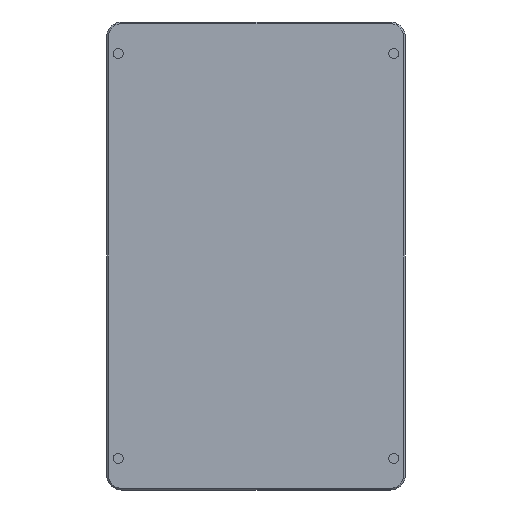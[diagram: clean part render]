
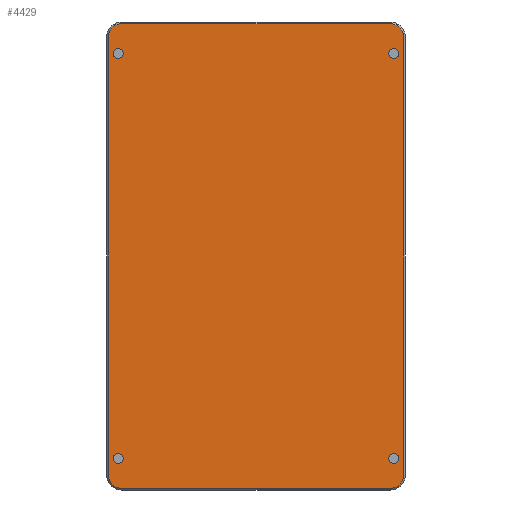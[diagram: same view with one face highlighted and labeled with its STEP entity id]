
A CAD part, front view. The second image highlights one B-rep face of the part: STEP entity #4429.
In plain terms, the highlighted planar face has unit normal (0, -1, 0).
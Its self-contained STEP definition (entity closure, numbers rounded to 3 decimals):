
#13 = CARTESIAN_POINT ( 'NONE',  ( 42.532, -74.449, -108.7 ) ) ;
#60 = CIRCLE ( 'NONE', #1676, 3. ) ;
#190 = ORIENTED_EDGE ( 'NONE', *, *, #4383, .F. ) ;
#251 = ORIENTED_EDGE ( 'NONE', *, *, #4205, .T. ) ;
#321 = ORIENTED_EDGE ( 'NONE', *, *, #1597, .T. ) ;
#336 = ORIENTED_EDGE ( 'NONE', *, *, #7301, .F. ) ;
#355 = DIRECTION ( 'NONE',  ( 1., 0., 0. ) ) ;
#392 = DIRECTION ( 'NONE',  ( 0., -1., 0. ) ) ;
#409 = CARTESIAN_POINT ( 'NONE',  ( 36.532, -74.449, -108.7 ) ) ;
#420 = CARTESIAN_POINT ( 'NONE',  ( 45.532, -74.449, 13.3 ) ) ;
#456 = DIRECTION ( 'NONE',  ( 0., 1., 0. ) ) ;
#594 = CARTESIAN_POINT ( 'NONE',  ( -123.468, -74.449, 135.3 ) ) ;
#645 = ORIENTED_EDGE ( 'NONE', *, *, #5994, .T. ) ;
#710 = CIRCLE ( 'NONE', #5834, 3. ) ;
#783 = CARTESIAN_POINT ( 'NONE',  ( -129.468, -74.449, -108.7 ) ) ;
#1015 = EDGE_CURVE ( 'NONE', #4056, #3233, #60, .T. ) ;
#1016 = DIRECTION ( 'NONE',  ( 0., 0., 1. ) ) ;
#1189 = DIRECTION ( 'NONE',  ( 1., 0., 0. ) ) ;
#1225 = DIRECTION ( 'NONE',  ( 0., -1., 0. ) ) ;
#1302 = VECTOR ( 'NONE', #3432, 1000. ) ;
#1309 = LINE ( 'NONE', #6158, #8417 ) ;
#1359 = DIRECTION ( 'NONE',  ( 0., 0., -1. ) ) ;
#1423 = CIRCLE ( 'NONE', #5071, 3. ) ;
#1469 = DIRECTION ( 'NONE',  ( 1., 0., 0. ) ) ;
#1484 = EDGE_CURVE ( 'NONE', #3865, #4364, #8713, .T. ) ;
#1551 = DIRECTION ( 'NONE',  ( 0., -1., 0. ) ) ;
#1554 = CARTESIAN_POINT ( 'NONE',  ( 39.532, -74.449, 135.3 ) ) ;
#1561 = CIRCLE ( 'NONE', #6686, 3. ) ;
#1597 = EDGE_CURVE ( 'NONE', #8613, #6403, #1309, .T. ) ;
#1676 = AXIS2_PLACEMENT_3D ( 'NONE', #6719, #1225, #1804 ) ;
#1701 = VERTEX_POINT ( 'NONE', #3574 ) ;
#1804 = DIRECTION ( 'NONE',  ( 1., 0., 0. ) ) ;
#1828 = DIRECTION ( 'NONE',  ( 0., -1., 0. ) ) ;
#1833 = FACE_BOUND ( 'NONE', #6399, .T. ) ;
#1904 = AXIS2_PLACEMENT_3D ( 'NONE', #8813, #8126, #5335 ) ;
#1914 = DIRECTION ( 'NONE',  ( 0., -1., 0. ) ) ;
#2021 = CIRCLE ( 'NONE', #7429, 8. ) ;
#2171 = CIRCLE ( 'NONE', #7281, 3. ) ;
#2423 = EDGE_LOOP ( 'NONE', ( #6904, #190 ) ) ;
#2434 = FACE_BOUND ( 'NONE', #7305, .T. ) ;
#2576 = CARTESIAN_POINT ( 'NONE',  ( -126.468, -74.449, -108.7 ) ) ;
#2723 = VECTOR ( 'NONE', #8667, 1000. ) ;
#2742 = VECTOR ( 'NONE', #7778, 1000. ) ;
#2765 = CIRCLE ( 'NONE', #5403, 8. ) ;
#2779 = EDGE_LOOP ( 'NONE', ( #321, #251, #3788, #8312, #8345, #3582, #645, #5358 ) ) ;
#2956 = CARTESIAN_POINT ( 'NONE',  ( 42.532, -74.449, 135.3 ) ) ;
#3125 = EDGE_LOOP ( 'NONE', ( #6924, #7075 ) ) ;
#3216 = AXIS2_PLACEMENT_3D ( 'NONE', #4707, #392, #1189 ) ;
#3233 = VERTEX_POINT ( 'NONE', #783 ) ;
#3274 = EDGE_CURVE ( 'NONE', #8421, #7841, #1561, .T. ) ;
#3275 = ORIENTED_EDGE ( 'NONE', *, *, #3531, .F. ) ;
#3281 = CARTESIAN_POINT ( 'NONE',  ( 37.532, -74.449, -118.7 ) ) ;
#3432 = DIRECTION ( 'NONE',  ( 0., 0., -1. ) ) ;
#3504 = VERTEX_POINT ( 'NONE', #594 ) ;
#3531 = EDGE_CURVE ( 'NONE', #6589, #1701, #5080, .T. ) ;
#3574 = CARTESIAN_POINT ( 'NONE',  ( 36.532, -74.449, 135.3 ) ) ;
#3582 = ORIENTED_EDGE ( 'NONE', *, *, #8625, .T. ) ;
#3734 = CARTESIAN_POINT ( 'NONE',  ( -123.468, -74.449, -108.7 ) ) ;
#3788 = ORIENTED_EDGE ( 'NONE', *, *, #1484, .T. ) ;
#3846 = VERTEX_POINT ( 'NONE', #9053 ) ;
#3848 = CARTESIAN_POINT ( 'NONE',  ( 39.532, -74.449, -108.7 ) ) ;
#3865 = VERTEX_POINT ( 'NONE', #6406 ) ;
#3942 = CARTESIAN_POINT ( 'NONE',  ( -132.468, -74.449, 13.3 ) ) ;
#3945 = CIRCLE ( 'NONE', #1904, 8. ) ;
#3948 = CARTESIAN_POINT ( 'NONE',  ( -132.468, -74.449, -126.7 ) ) ;
#4056 = VERTEX_POINT ( 'NONE', #3734 ) ;
#4205 = EDGE_CURVE ( 'NONE', #6403, #3865, #2021, .T. ) ;
#4295 = EDGE_CURVE ( 'NONE', #5546, #4316, #6947, .T. ) ;
#4316 = VERTEX_POINT ( 'NONE', #8524 ) ;
#4364 = VERTEX_POINT ( 'NONE', #6604 ) ;
#4383 = EDGE_CURVE ( 'NONE', #3233, #4056, #5372, .T. ) ;
#4429 = ADVANCED_FACE ( 'NONE', ( #1833, #2434, #6748, #5223, #8106 ), #5964, .F. ) ;
#4437 = EDGE_CURVE ( 'NONE', #1701, #6589, #1423, .T. ) ;
#4575 = DIRECTION ( 'NONE',  ( 0., -1., 0. ) ) ;
#4640 = AXIS2_PLACEMENT_3D ( 'NONE', #1554, #7810, #1469 ) ;
#4707 = CARTESIAN_POINT ( 'NONE',  ( -126.468, -74.449, 135.3 ) ) ;
#4788 = DIRECTION ( 'NONE',  ( 0., -1., 0. ) ) ;
#4917 = CARTESIAN_POINT ( 'NONE',  ( 37.532, -74.449, 145.3 ) ) ;
#4952 = VERTEX_POINT ( 'NONE', #8236 ) ;
#4966 = CARTESIAN_POINT ( 'NONE',  ( 37.532, -74.449, -126.7 ) ) ;
#4996 = CARTESIAN_POINT ( 'NONE',  ( -43.468, -74.449, 153.3 ) ) ;
#5071 = AXIS2_PLACEMENT_3D ( 'NONE', #8701, #5872, #8841 ) ;
#5080 = CIRCLE ( 'NONE', #4640, 3. ) ;
#5223 = FACE_BOUND ( 'NONE', #3125, .T. ) ;
#5335 = DIRECTION ( 'NONE',  ( 0., 0., -1. ) ) ;
#5358 = ORIENTED_EDGE ( 'NONE', *, *, #7259, .T. ) ;
#5367 = DIRECTION ( 'NONE',  ( 0., -1., 0. ) ) ;
#5372 = CIRCLE ( 'NONE', #8581, 3. ) ;
#5403 = AXIS2_PLACEMENT_3D ( 'NONE', #4917, #4788, #7707 ) ;
#5546 = VERTEX_POINT ( 'NONE', #8364 ) ;
#5729 = VERTEX_POINT ( 'NONE', #6762 ) ;
#5834 = AXIS2_PLACEMENT_3D ( 'NONE', #6836, #1828, #8288 ) ;
#5872 = DIRECTION ( 'NONE',  ( 0., -1., 0. ) ) ;
#5917 = EDGE_CURVE ( 'NONE', #7841, #8421, #710, .T. ) ;
#5964 = PLANE ( 'NONE',  #7560 ) ;
#5994 = EDGE_CURVE ( 'NONE', #4952, #5729, #8888, .T. ) ;
#6038 = EDGE_CURVE ( 'NONE', #3846, #3504, #2171, .T. ) ;
#6158 = CARTESIAN_POINT ( 'NONE',  ( -43.468, -74.449, -126.7 ) ) ;
#6228 = CIRCLE ( 'NONE', #6514, 8. ) ;
#6291 = DIRECTION ( 'NONE',  ( 1., 0., 0. ) ) ;
#6309 = EDGE_CURVE ( 'NONE', #4364, #5546, #2765, .T. ) ;
#6325 = CARTESIAN_POINT ( 'NONE',  ( -126.468, -74.449, 135.3 ) ) ;
#6399 = EDGE_LOOP ( 'NONE', ( #336, #7063 ) ) ;
#6403 = VERTEX_POINT ( 'NONE', #4966 ) ;
#6406 = CARTESIAN_POINT ( 'NONE',  ( 45.532, -74.449, -118.7 ) ) ;
#6458 = DIRECTION ( 'NONE',  ( 1., 0., 0. ) ) ;
#6514 = AXIS2_PLACEMENT_3D ( 'NONE', #7627, #1914, #1359 ) ;
#6589 = VERTEX_POINT ( 'NONE', #2956 ) ;
#6604 = CARTESIAN_POINT ( 'NONE',  ( 45.532, -74.449, 145.3 ) ) ;
#6686 = AXIS2_PLACEMENT_3D ( 'NONE', #3848, #4575, #355 ) ;
#6719 = CARTESIAN_POINT ( 'NONE',  ( -126.468, -74.449, -108.7 ) ) ;
#6748 = FACE_BOUND ( 'NONE', #2423, .T. ) ;
#6762 = CARTESIAN_POINT ( 'NONE',  ( -132.468, -74.449, -118.7 ) ) ;
#6771 = CARTESIAN_POINT ( 'NONE',  ( -124.468, -74.449, -126.7 ) ) ;
#6836 = CARTESIAN_POINT ( 'NONE',  ( 39.532, -74.449, -108.7 ) ) ;
#6904 = ORIENTED_EDGE ( 'NONE', *, *, #1015, .F. ) ;
#6924 = ORIENTED_EDGE ( 'NONE', *, *, #5917, .F. ) ;
#6947 = LINE ( 'NONE', #4996, #2742 ) ;
#7026 = CIRCLE ( 'NONE', #3216, 3. ) ;
#7063 = ORIENTED_EDGE ( 'NONE', *, *, #6038, .F. ) ;
#7075 = ORIENTED_EDGE ( 'NONE', *, *, #3274, .F. ) ;
#7259 = EDGE_CURVE ( 'NONE', #5729, #8613, #3945, .T. ) ;
#7281 = AXIS2_PLACEMENT_3D ( 'NONE', #6325, #1551, #6458 ) ;
#7301 = EDGE_CURVE ( 'NONE', #3504, #3846, #7026, .T. ) ;
#7305 = EDGE_LOOP ( 'NONE', ( #3275, #8963 ) ) ;
#7429 = AXIS2_PLACEMENT_3D ( 'NONE', #3281, #8267, #8777 ) ;
#7560 = AXIS2_PLACEMENT_3D ( 'NONE', #3948, #456, #1016 ) ;
#7627 = CARTESIAN_POINT ( 'NONE',  ( -124.468, -74.449, 145.3 ) ) ;
#7707 = DIRECTION ( 'NONE',  ( 0., 0., -1. ) ) ;
#7778 = DIRECTION ( 'NONE',  ( -1., 0., 0. ) ) ;
#7810 = DIRECTION ( 'NONE',  ( 0., -1., 0. ) ) ;
#7841 = VERTEX_POINT ( 'NONE', #13 ) ;
#7962 = DIRECTION ( 'NONE',  ( 1., 0., 0. ) ) ;
#8106 = FACE_OUTER_BOUND ( 'NONE', #2779, .T. ) ;
#8126 = DIRECTION ( 'NONE',  ( 0., -1., 0. ) ) ;
#8236 = CARTESIAN_POINT ( 'NONE',  ( -132.468, -74.449, 145.3 ) ) ;
#8267 = DIRECTION ( 'NONE',  ( 0., -1., 0. ) ) ;
#8288 = DIRECTION ( 'NONE',  ( 1., 0., 0. ) ) ;
#8312 = ORIENTED_EDGE ( 'NONE', *, *, #6309, .T. ) ;
#8345 = ORIENTED_EDGE ( 'NONE', *, *, #4295, .T. ) ;
#8364 = CARTESIAN_POINT ( 'NONE',  ( 37.532, -74.449, 153.3 ) ) ;
#8417 = VECTOR ( 'NONE', #6291, 1000. ) ;
#8421 = VERTEX_POINT ( 'NONE', #409 ) ;
#8524 = CARTESIAN_POINT ( 'NONE',  ( -124.468, -74.449, 153.3 ) ) ;
#8581 = AXIS2_PLACEMENT_3D ( 'NONE', #2576, #5367, #7962 ) ;
#8613 = VERTEX_POINT ( 'NONE', #6771 ) ;
#8625 = EDGE_CURVE ( 'NONE', #4316, #4952, #6228, .T. ) ;
#8667 = DIRECTION ( 'NONE',  ( 0., 0., 1. ) ) ;
#8701 = CARTESIAN_POINT ( 'NONE',  ( 39.532, -74.449, 135.3 ) ) ;
#8713 = LINE ( 'NONE', #420, #2723 ) ;
#8777 = DIRECTION ( 'NONE',  ( 0., 0., -1. ) ) ;
#8813 = CARTESIAN_POINT ( 'NONE',  ( -124.468, -74.449, -118.7 ) ) ;
#8841 = DIRECTION ( 'NONE',  ( 1., 0., 0. ) ) ;
#8888 = LINE ( 'NONE', #3942, #1302 ) ;
#8963 = ORIENTED_EDGE ( 'NONE', *, *, #4437, .F. ) ;
#9053 = CARTESIAN_POINT ( 'NONE',  ( -129.468, -74.449, 135.3 ) ) ;
